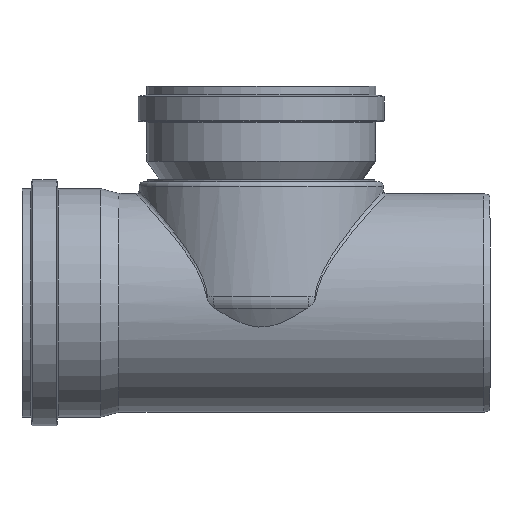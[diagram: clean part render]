
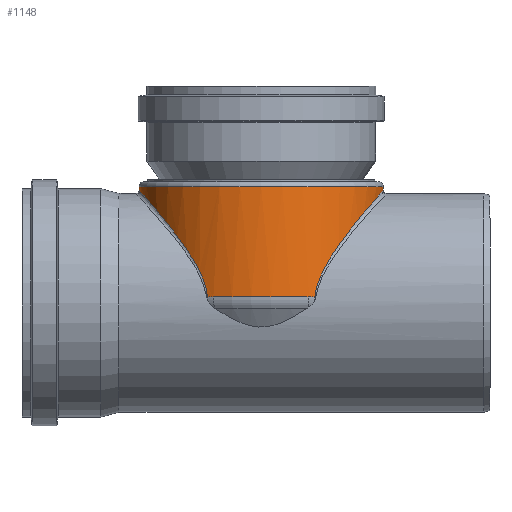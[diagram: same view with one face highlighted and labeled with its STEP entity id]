
A CAD part, left-side view. The second image highlights one B-rep face of the part: STEP entity #1148.
In plain terms, the highlighted cylindrical face has radius 176 mm (diameter 352 mm), a full revolution.
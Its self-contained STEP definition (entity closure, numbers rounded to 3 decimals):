
#64=FACE_BOUND('',#330,.T.);
#142=CYLINDRICAL_SURFACE('',#1257,176.);
#189=B_SPLINE_CURVE_WITH_KNOTS('',3,(#2064,#2065,#2066,#2067,#2068,#2069,
#2070,#2071,#2072,#2073,#2074,#2075,#2076,#2077,#2078,#2079,#2080,#2081,
#2082,#2083,#2084,#2085,#2086),.UNSPECIFIED.,.F.,.F.,(4,1,1,1,1,1,1,1,1,
1,1,1,1,1,1,1,1,1,1,1,4),(84.63,86.562,88.494,
90.426,92.358,97.51,100.085,102.661,
105.237,107.813,110.389,112.965,115.541,
118.117,123.268,127.132,130.996,132.928,
134.86,136.792,138.724),.UNSPECIFIED.);
#192=B_SPLINE_CURVE_WITH_KNOTS('',3,(#2199,#2200,#2201,#2202,#2203,#2204,
#2205,#2206,#2207,#2208,#2209,#2210,#2211,#2212,#2213,#2214,#2215,#2216,
#2217,#2218,#2219,#2220,#2221),.UNSPECIFIED.,.F.,.F.,(4,1,1,1,1,1,1,1,1,
1,1,1,1,1,1,1,1,1,1,1,4),(84.63,86.562,88.494,
90.426,92.358,94.934,100.086,102.662,
105.237,107.813,110.389,112.965,115.541,
118.117,123.269,128.42,130.996,132.928,
134.86,136.792,138.724),.UNSPECIFIED.);
#229=FACE_OUTER_BOUND('',#329,.T.);
#329=EDGE_LOOP('',(#864,#865,#866,#867,#868,#869,#870,#871));
#330=EDGE_LOOP('',(#872));
#504=CIRCLE('',#1250,176.);
#505=CIRCLE('',#1252,176.);
#508=CIRCLE('',#1256,176.);
#509=CIRCLE('',#1258,176.);
#510=CIRCLE('',#1259,176.);
#511=CIRCLE('',#1260,176.);
#512=CIRCLE('',#1261,176.);
#596=VERTEX_POINT('',#1805);
#599=VERTEX_POINT('',#1810);
#601=VERTEX_POINT('',#1823);
#604=VERTEX_POINT('',#1879);
#606=VERTEX_POINT('',#2063);
#608=VERTEX_POINT('',#2198);
#609=VERTEX_POINT('',#2222);
#610=VERTEX_POINT('',#2224);
#611=VERTEX_POINT('',#2227);
#710=EDGE_CURVE('',#599,#596,#504,.T.);
#712=EDGE_CURVE('',#596,#601,#505,.T.);
#718=EDGE_CURVE('',#604,#599,#508,.T.);
#721=EDGE_CURVE('',#601,#606,#189,.T.);
#724=EDGE_CURVE('',#608,#604,#192,.T.);
#725=EDGE_CURVE('',#609,#608,#509,.T.);
#726=EDGE_CURVE('',#610,#609,#510,.T.);
#727=EDGE_CURVE('',#606,#610,#511,.T.);
#728=EDGE_CURVE('',#611,#611,#512,.T.);
#864=ORIENTED_EDGE('',*,*,#712,.F.);
#865=ORIENTED_EDGE('',*,*,#710,.F.);
#866=ORIENTED_EDGE('',*,*,#718,.F.);
#867=ORIENTED_EDGE('',*,*,#724,.F.);
#868=ORIENTED_EDGE('',*,*,#725,.F.);
#869=ORIENTED_EDGE('',*,*,#726,.F.);
#870=ORIENTED_EDGE('',*,*,#727,.F.);
#871=ORIENTED_EDGE('',*,*,#721,.F.);
#872=ORIENTED_EDGE('',*,*,#728,.F.);
#1148=ADVANCED_FACE('',(#229,#64),#142,.T.);
#1250=AXIS2_PLACEMENT_3D('',#1812,#1441,#1442);
#1252=AXIS2_PLACEMENT_3D('',#1824,#1445,#1446);
#1256=AXIS2_PLACEMENT_3D('',#1881,#1453,#1454);
#1257=AXIS2_PLACEMENT_3D('',#2197,#1455,#1456);
#1258=AXIS2_PLACEMENT_3D('',#2223,#1457,#1458);
#1259=AXIS2_PLACEMENT_3D('',#2225,#1459,#1460);
#1260=AXIS2_PLACEMENT_3D('',#2226,#1461,#1462);
#1261=AXIS2_PLACEMENT_3D('',#2228,#1463,#1464);
#1441=DIRECTION('center_axis',(0.,0.,-1.));
#1442=DIRECTION('ref_axis',(1.,0.,0.));
#1445=DIRECTION('center_axis',(0.,0.,-1.));
#1446=DIRECTION('ref_axis',(0.899,-0.437,0.));
#1453=DIRECTION('center_axis',(0.,0.,-1.));
#1454=DIRECTION('ref_axis',(0.899,0.437,0.));
#1455=DIRECTION('center_axis',(0.,0.,1.));
#1456=DIRECTION('ref_axis',(0.,1.,0.));
#1457=DIRECTION('center_axis',(0.,0.,-1.));
#1458=DIRECTION('ref_axis',(-0.899,0.437,0.));
#1459=DIRECTION('center_axis',(0.,0.,-1.));
#1460=DIRECTION('ref_axis',(-1.,0.,0.));
#1461=DIRECTION('center_axis',(0.,0.,-1.));
#1462=DIRECTION('ref_axis',(-0.899,-0.437,0.));
#1463=DIRECTION('center_axis',(0.,0.,1.));
#1464=DIRECTION('ref_axis',(1.,0.,0.));
#1805=CARTESIAN_POINT('',(161.911,-274.182,8.701));
#1810=CARTESIAN_POINT('',(161.911,-136.187,8.701));
#1812=CARTESIAN_POINT('Origin',(0.,-205.185,8.701));
#1823=CARTESIAN_POINT('',(158.077,-282.566,8.701));
#1824=CARTESIAN_POINT('Origin',(0.,-205.185,8.701));
#1879=CARTESIAN_POINT('',(158.077,-127.804,8.701));
#1881=CARTESIAN_POINT('Origin',(0.,-205.185,8.701));
#2063=CARTESIAN_POINT('',(-158.077,-282.566,8.701));
#2064=CARTESIAN_POINT('Ctrl Pts',(158.077,-282.566,8.701));
#2065=CARTESIAN_POINT('Ctrl Pts',(157.744,-283.245,15.094));
#2066=CARTESIAN_POINT('Ctrl Pts',(156.346,-286.093,27.648));
#2067=CARTESIAN_POINT('Ctrl Pts',(152.427,-293.346,45.071));
#2068=CARTESIAN_POINT('Ctrl Pts',(146.991,-302.193,61.216));
#2069=CARTESIAN_POINT('Ctrl Pts',(136.383,-317.237,84.574));
#2070=CARTESIAN_POINT('Ctrl Pts',(120.961,-334.223,106.808));
#2071=CARTESIAN_POINT('Ctrl Pts',(99.651,-350.751,127.183));
#2072=CARTESIAN_POINT('Ctrl Pts',(81.179,-361.872,140.421));
#2073=CARTESIAN_POINT('Ctrl Pts',(60.275,-371.094,151.201));
#2074=CARTESIAN_POINT('Ctrl Pts',(37.211,-377.787,158.911));
#2075=CARTESIAN_POINT('Ctrl Pts',(12.595,-381.332,162.97));
#2076=CARTESIAN_POINT('Ctrl Pts',(-12.603,-381.331,162.966));
#2077=CARTESIAN_POINT('Ctrl Pts',(-37.208,-377.787,158.916));
#2078=CARTESIAN_POINT('Ctrl Pts',(-67.991,-368.857,148.613));
#2079=CARTESIAN_POINT('Ctrl Pts',(-97.633,-353.14,130.207));
#2080=CARTESIAN_POINT('Ctrl Pts',(-123.206,-331.927,103.954));
#2081=CARTESIAN_POINT('Ctrl Pts',(-137.9,-315.085,81.251));
#2082=CARTESIAN_POINT('Ctrl Pts',(-146.992,-302.191,61.206));
#2083=CARTESIAN_POINT('Ctrl Pts',(-152.428,-293.344,45.071));
#2084=CARTESIAN_POINT('Ctrl Pts',(-156.346,-286.094,27.648));
#2085=CARTESIAN_POINT('Ctrl Pts',(-157.744,-283.246,15.096));
#2086=CARTESIAN_POINT('Ctrl Pts',(-158.077,-282.566,8.701));
#2197=CARTESIAN_POINT('Origin',(0.,-205.185,83.9));
#2198=CARTESIAN_POINT('',(-158.077,-127.804,8.701));
#2199=CARTESIAN_POINT('Ctrl Pts',(-158.077,-127.804,8.701));
#2200=CARTESIAN_POINT('Ctrl Pts',(-157.744,-127.124,15.094));
#2201=CARTESIAN_POINT('Ctrl Pts',(-156.346,-124.276,27.646));
#2202=CARTESIAN_POINT('Ctrl Pts',(-152.427,-117.026,45.075));
#2203=CARTESIAN_POINT('Ctrl Pts',(-146.99,-108.172,61.207));
#2204=CARTESIAN_POINT('Ctrl Pts',(-139.415,-97.44,77.919));
#2205=CARTESIAN_POINT('Ctrl Pts',(-125.464,-80.738,101.106));
#2206=CARTESIAN_POINT('Ctrl Pts',(-105.808,-63.314,122.746));
#2207=CARTESIAN_POINT('Ctrl Pts',(-81.179,-48.502,140.429));
#2208=CARTESIAN_POINT('Ctrl Pts',(-60.275,-39.274,151.197));
#2209=CARTESIAN_POINT('Ctrl Pts',(-37.211,-32.584,158.913));
#2210=CARTESIAN_POINT('Ctrl Pts',(-12.596,-29.036,162.969));
#2211=CARTESIAN_POINT('Ctrl Pts',(12.603,-29.039,162.967));
#2212=CARTESIAN_POINT('Ctrl Pts',(37.208,-32.581,158.913));
#2213=CARTESIAN_POINT('Ctrl Pts',(67.989,-41.514,148.62));
#2214=CARTESIAN_POINT('Ctrl Pts',(100.924,-58.97,128.146));
#2215=CARTESIAN_POINT('Ctrl Pts',(125.455,-80.737,101.107));
#2216=CARTESIAN_POINT('Ctrl Pts',(139.417,-97.439,77.922));
#2217=CARTESIAN_POINT('Ctrl Pts',(146.991,-108.176,61.201));
#2218=CARTESIAN_POINT('Ctrl Pts',(152.428,-117.027,45.074));
#2219=CARTESIAN_POINT('Ctrl Pts',(156.346,-124.275,27.647));
#2220=CARTESIAN_POINT('Ctrl Pts',(157.744,-127.124,15.096));
#2221=CARTESIAN_POINT('Ctrl Pts',(158.077,-127.804,8.701));
#2222=CARTESIAN_POINT('',(-161.911,-136.187,8.701));
#2223=CARTESIAN_POINT('Origin',(0.,-205.185,8.701));
#2224=CARTESIAN_POINT('',(-161.911,-274.182,8.701));
#2225=CARTESIAN_POINT('Origin',(0.,-205.185,8.701));
#2226=CARTESIAN_POINT('Origin',(0.,-205.185,8.701));
#2227=CARTESIAN_POINT('',(0.,-29.185,167.8));
#2228=CARTESIAN_POINT('Origin',(0.,-205.185,167.8));
